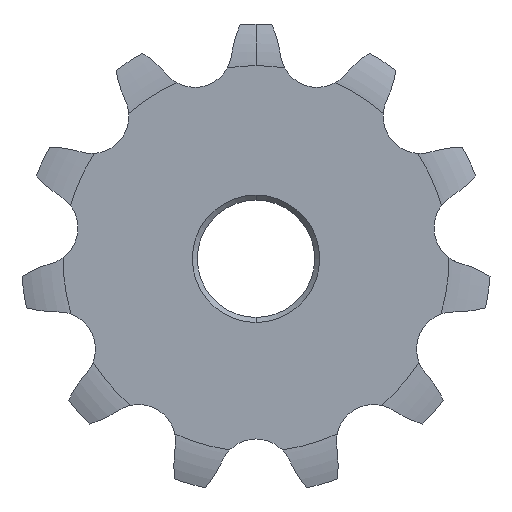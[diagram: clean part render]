
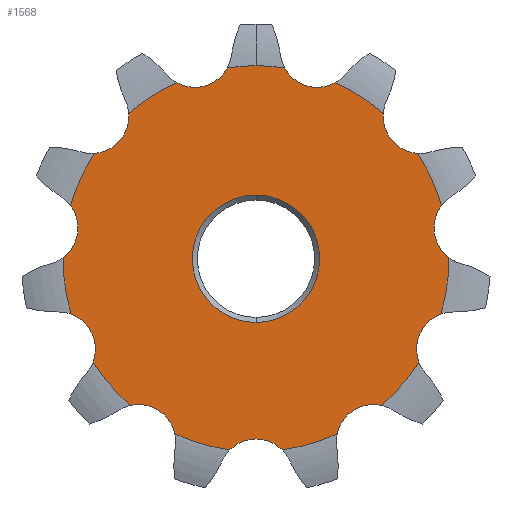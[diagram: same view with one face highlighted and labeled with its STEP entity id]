
A CAD part, left-side view. The second image highlights one B-rep face of the part: STEP entity #1568.
In plain terms, the highlighted planar face has unit normal (-1, 0, 0).
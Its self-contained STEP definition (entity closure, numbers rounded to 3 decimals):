
#76=CARTESIAN_POINT('POINT7',(0.,
   0.,31.33));
#77=VERTEX_POINT('VERTEX7',#76);
#87=CARTESIAN_POINT('POINT9',(0.,
   -4.649,30.983));
#88=VERTEX_POINT('VERTEX9',#87);
#89=CARTESIAN_POINT('POS9',(0.,0.,0.));
#90=DIRECTION('DIR14',(-1.,0.,0.));
#91=DIRECTION('DIR15',(0.,0.,1.));
#92=AXIS2_PLACEMENT_3D('AXIS6',#89,#90,#91);
#93=CIRCLE('ELLIPSE4',#92,31.33);
#94=EDGE_CURVE('EDGE9',#88,#77,#93,.T.);
#235=CARTESIAN_POINT('POINT19',(0.,
   4.649,30.983));
#236=VERTEX_POINT('VERTEX19',#235);
#248=EDGE_CURVE('EDGE25',#77,#236,#93,.T.);
#347=CARTESIAN_POINT('POINT28',(0.,
   20.661,23.551));
#348=VERTEX_POINT('VERTEX28',#347);
#358=CARTESIAN_POINT('POINT29',(0.,
   12.84,28.578));
#359=VERTEX_POINT('VERTEX29',#358);
#360=EDGE_CURVE('EDGE37',#359,#348,#93,.T.);
#472=CARTESIAN_POINT('POINT38',(0.,
   30.114,8.642));
#473=VERTEX_POINT('VERTEX38',#472);
#483=CARTESIAN_POINT('POINT39',(0.,
   26.252,17.099));
#484=VERTEX_POINT('VERTEX39',#483);
#485=EDGE_CURVE('EDGE50',#484,#473,#93,.T.);
#603=CARTESIAN_POINT('POINT48',(0.,
   30.006,-9.011));
#604=VERTEX_POINT('VERTEX48',#603);
#614=CARTESIAN_POINT('POINT49',(0.,
   31.329,0.192));
#615=VERTEX_POINT('VERTEX49',#614);
#616=EDGE_CURVE('EDGE63',#615,#604,#93,.T.);
#726=CARTESIAN_POINT('POINT58',(0.,
   20.371,-23.803));
#727=VERTEX_POINT('VERTEX58',#726);
#737=CARTESIAN_POINT('POINT59',(0.,
   26.46,-16.776));
#738=VERTEX_POINT('VERTEX59',#737);
#739=EDGE_CURVE('EDGE76',#738,#727,#93,.T.);
#855=CARTESIAN_POINT('POINT68',(0.,
   4.269,-31.038));
#856=VERTEX_POINT('VERTEX68',#855);
#866=CARTESIAN_POINT('POINT69',(0.,
   13.189,-28.418));
#867=VERTEX_POINT('VERTEX69',#866);
#868=EDGE_CURVE('EDGE89',#867,#856,#93,.T.);
#984=CARTESIAN_POINT('POINT78',(0.,
   -13.189,-28.418));
#985=VERTEX_POINT('VERTEX78',#984);
#997=CARTESIAN_POINT('POINT79',(0.,
   -4.269,-31.038));
#998=VERTEX_POINT('VERTEX79',#997);
#999=EDGE_CURVE('EDGE102',#998,#985,#93,.T.);
#1109=CARTESIAN_POINT('POINT88',(0.,
   -26.46,-16.776));
#1110=VERTEX_POINT('VERTEX88',#1109);
#1120=CARTESIAN_POINT('POINT89',(0.,
   -20.371,-23.803));
#1121=VERTEX_POINT('VERTEX89',#1120);
#1122=EDGE_CURVE('EDGE115',#1121,#1110,#93,.T.);
#1240=CARTESIAN_POINT('POINT98',(0.,
   -31.329,0.192));
#1241=VERTEX_POINT('VERTEX98',#1240);
#1251=CARTESIAN_POINT('POINT99',(0.,
   -30.006,-9.011));
#1252=VERTEX_POINT('VERTEX99',#1251);
#1253=EDGE_CURVE('EDGE128',#1252,#1241,#93,.T.);
#1365=CARTESIAN_POINT('POINT108',(0.,
   -26.252,17.099));
#1366=VERTEX_POINT('VERTEX108',#1365);
#1376=CARTESIAN_POINT('POINT109',(0.,
   -30.114,8.642));
#1377=VERTEX_POINT('VERTEX109',#1376);
#1378=EDGE_CURVE('EDGE141',#1377,#1366,#93,.T.);
#1405=CARTESIAN_POINT('POINT111',(0.,
   -12.84,28.578));
#1406=VERTEX_POINT('VERTEX111',#1405);
#1416=CARTESIAN_POINT('POINT112',(0.,
   -20.661,23.551));
#1417=VERTEX_POINT('VERTEX112',#1416);
#1418=EDGE_CURVE('EDGE145',#1417,#1406,#93,.T.);
#1457=CARTESIAN_POINT('POINT114',(0.,0.,
   -10.341));
#1458=VERTEX_POINT('VERTEX114',#1457);
#1459=CARTESIAN_POINT('POINT115',(0.,
   0.,10.341));
#1460=VERTEX_POINT('VERTEX115',#1459);
#1461=CARTESIAN_POINT('POS74',(0.,0.,0.));
#1462=DIRECTION('DIR102',(1.,0.,0.));
#1463=DIRECTION('DIR103',(0.,0.,-1.));
#1464=AXIS2_PLACEMENT_3D('AXIS29',#1461,#1462,#1463);
#1465=CIRCLE('ELLIPSE5',#1464,10.341);
#1466=EDGE_CURVE('EDGE149',#1458,#1460,#1465,.T.);
#1467=ORIENTED_EDGE('COEDGE207',*,*,#1466,.T.);
#1468=EDGE_CURVE('EDGE150',#1460,#1458,#1465,.T.);
#1469=ORIENTED_EDGE('COEDGE208',*,*,#1468,.T.);
#1470=EDGE_LOOP('NONE',(#1467,#1469));
#1471=FACE_BOUND('LOOP1',#1470,.T.);
#1472=CARTESIAN_POINT('POS75',(0.,
   -26.66,23.101));
#1473=DIRECTION('DIR104',(1.,0.,
   0.));
#1474=DIRECTION('DIR105',(0.,-0.289,
   -0.957));
#1475=AXIS2_PLACEMENT_3D('AXIS30',#1472,#1473,#1474);
#1476=CIRCLE('ELLIPSE6',#1475,6.016);
#1477=EDGE_CURVE('EDGE151',#1366,#1417,#1476,.T.);
#1478=ORIENTED_EDGE('COEDGE209',*,*,#1477,.T.);
#1479=ORIENTED_EDGE('COEDGE210',*,*,#1418,.T.);
#1480=CARTESIAN_POINT('POS76',(0.,
   -9.939,33.848));
#1481=DIRECTION('DIR106',(1.,0.,
   0.));
#1482=DIRECTION('DIR107',(0.,-0.761,
   -0.649));
#1483=AXIS2_PLACEMENT_3D('AXIS31',#1480,#1481,#1482);
#1484=CIRCLE('ELLIPSE7',#1483,6.016);
#1485=EDGE_CURVE('EDGE152',#1406,#88,#1484,.T.);
#1486=ORIENTED_EDGE('COEDGE211',*,*,#1485,.T.);
#1487=ORIENTED_EDGE('COEDGE212',*,*,#94,.T.);
#1488=ORIENTED_EDGE('COEDGE213',*,*,#248,.T.);
#1489=CARTESIAN_POINT('POS77',(0.,
   9.939,33.848));
#1490=DIRECTION('DIR108',(1.,0.,
   0.));
#1491=DIRECTION('DIR109',(0.,-0.991,
   -0.134));
#1492=AXIS2_PLACEMENT_3D('AXIS32',#1489,#1490,#1491);
#1493=CIRCLE('ELLIPSE8',#1492,6.016);
#1494=EDGE_CURVE('EDGE153',#236,#359,#1493,.T.);
#1495=ORIENTED_EDGE('COEDGE214',*,*,#1494,.T.);
#1496=ORIENTED_EDGE('COEDGE215',*,*,#360,.T.);
#1497=CARTESIAN_POINT('POS78',(0.,
   26.66,23.101));
#1498=DIRECTION('DIR110',(1.,0.,
   0.));
#1499=DIRECTION('DIR111',(0.,-0.906,
   0.423));
#1500=AXIS2_PLACEMENT_3D('AXIS33',#1497,#1498,#1499);
#1501=CIRCLE('ELLIPSE9',#1500,6.016);
#1502=EDGE_CURVE('EDGE154',#348,#484,#1501,.T.);
#1503=ORIENTED_EDGE('COEDGE216',*,*,#1502,.T.);
#1504=ORIENTED_EDGE('COEDGE217',*,*,#485,.T.);
#1505=CARTESIAN_POINT('POS79',(0.,
   34.918,5.02));
#1506=DIRECTION('DIR112',(1.,0.,
   0.));
#1507=DIRECTION('DIR113',(0.,-0.534,
   0.846));
#1508=AXIS2_PLACEMENT_3D('AXIS34',#1505,#1506,#1507);
#1509=CIRCLE('ELLIPSE10',#1508,6.016);
#1510=EDGE_CURVE('EDGE155',#473,#615,#1509,.T.);
#1511=ORIENTED_EDGE('COEDGE218',*,*,#1510,.T.);
#1512=ORIENTED_EDGE('COEDGE219',*,*,#616,.T.);
#1513=CARTESIAN_POINT('POS80',(0.,
   32.089,-14.654));
#1514=DIRECTION('DIR114',(1.,0.,
   0.));
#1515=DIRECTION('DIR115',(0.,0.008,
   1.));
#1516=AXIS2_PLACEMENT_3D('AXIS35',#1513,#1514,#1515);
#1517=CIRCLE('ELLIPSE11',#1516,6.016);
#1518=EDGE_CURVE('EDGE156',#604,#738,#1517,.T.);
#1519=ORIENTED_EDGE('COEDGE220',*,*,#1518,.T.);
#1520=ORIENTED_EDGE('COEDGE221',*,*,#739,.T.);
#1521=CARTESIAN_POINT('POS81',(0.,
   19.072,-29.677));
#1522=DIRECTION('DIR116',(1.,0.,
   0.));
#1523=DIRECTION('DIR117',(0.,0.547,
   0.837));
#1524=AXIS2_PLACEMENT_3D('AXIS36',#1521,#1522,#1523);
#1525=CIRCLE('ELLIPSE12',#1524,6.016);
#1526=EDGE_CURVE('EDGE157',#727,#867,#1525,.T.);
#1527=ORIENTED_EDGE('COEDGE222',*,*,#1526,.T.);
#1528=ORIENTED_EDGE('COEDGE223',*,*,#868,.T.);
#1529=CARTESIAN_POINT('POS82',(0.,
   0.,-35.277));
#1530=DIRECTION('DIR118',(1.,0.,
   0.));
#1531=DIRECTION('DIR119',(0.,0.913,
   0.408));
#1532=AXIS2_PLACEMENT_3D('AXIS37',#1529,#1530,#1531);
#1533=CIRCLE('ELLIPSE13',#1532,6.016);
#1534=EDGE_CURVE('EDGE158',#856,#998,#1533,.T.);
#1535=ORIENTED_EDGE('COEDGE224',*,*,#1534,.T.);
#1536=ORIENTED_EDGE('COEDGE225',*,*,#999,.T.);
#1537=CARTESIAN_POINT('POS83',(0.,
   -19.072,-29.677));
#1538=DIRECTION('DIR120',(1.,0.,
   0.));
#1539=DIRECTION('DIR121',(0.,0.989,
   -0.15));
#1540=AXIS2_PLACEMENT_3D('AXIS38',#1537,#1538,#1539);
#1541=CIRCLE('ELLIPSE14',#1540,6.016);
#1542=EDGE_CURVE('EDGE159',#985,#1121,#1541,.T.);
#1543=ORIENTED_EDGE('COEDGE226',*,*,#1542,.T.);
#1544=ORIENTED_EDGE('COEDGE227',*,*,#1122,.T.);
#1545=CARTESIAN_POINT('POS84',(0.,
   -32.089,-14.654));
#1546=DIRECTION('DIR122',(1.,0.,
   0.));
#1547=DIRECTION('DIR123',(0.,0.751,
   -0.661));
#1548=AXIS2_PLACEMENT_3D('AXIS39',#1545,#1546,#1547);
#1549=CIRCLE('ELLIPSE15',#1548,6.016);
#1550=EDGE_CURVE('EDGE160',#1110,#1252,#1549,.T.);
#1551=ORIENTED_EDGE('COEDGE228',*,*,#1550,.T.);
#1552=ORIENTED_EDGE('COEDGE229',*,*,#1253,.T.);
#1553=CARTESIAN_POINT('POS85',(0.,
   -34.918,5.02));
#1554=DIRECTION('DIR124',(1.,0.,
   0.));
#1555=DIRECTION('DIR125',(0.,0.274,
   -0.962));
#1556=AXIS2_PLACEMENT_3D('AXIS40',#1553,#1554,#1555);
#1557=CIRCLE('ELLIPSE16',#1556,6.016);
#1558=EDGE_CURVE('EDGE161',#1241,#1377,#1557,.T.);
#1559=ORIENTED_EDGE('COEDGE230',*,*,#1558,.T.);
#1560=ORIENTED_EDGE('COEDGE231',*,*,#1378,.T.);
#1561=EDGE_LOOP('NONE',(#1478,#1479,#1486,#1487,#1488,#1495,#1496,#1503,
   #1504,#1511,#1512,#1519,#1520,#1527,#1528,#1535,#1536,#1543,#1544,
   #1551,#1552,#1559,#1560));
#1562=FACE_BOUND('LOOP1',#1561,.T.);
#1563=CARTESIAN_POINT('POS86',(0.,0.,
   -19.05));
#1564=DIRECTION('DIR126',(-1.,0.,0.));
#1565=DIRECTION('DIR127',(0.,1.,0.));
#1566=AXIS2_PLACEMENT_3D('AXIS41',#1563,#1564,#1565);
#1567=PLANE('PLANE1',#1566);
#1568=ADVANCED_FACE('FACE47',(#1471,#1562),#1567,.T.);
